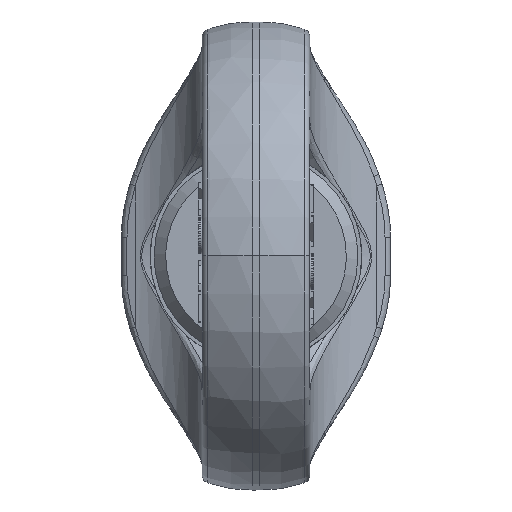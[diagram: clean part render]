
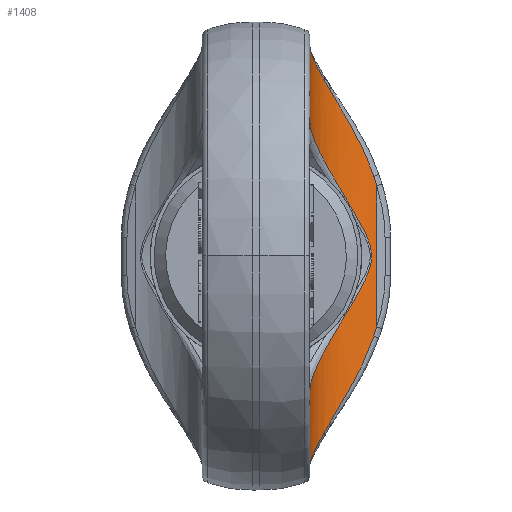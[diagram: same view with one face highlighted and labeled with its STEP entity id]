
A CAD part, top view. The second image highlights one B-rep face of the part: STEP entity #1408.
In plain terms, the highlighted cylindrical face has radius 12 mm (diameter 24 mm), a partial arc.
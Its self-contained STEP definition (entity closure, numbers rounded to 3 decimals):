
#480=CARTESIAN_POINT('Vertex',(7.,27.242,-8.457)) ;
#487=CARTESIAN_POINT('Vertex',(7.,-27.242,-8.457)) ;
#490=CARTESIAN_POINT('Line Origine',(7.,-22.408,-8.457)) ;
#494=CARTESIAN_POINT('Vertex',(7.,-17.574,-8.457)) ;
#515=CARTESIAN_POINT('Vertex',(7.,17.574,-8.457)) ;
#518=CARTESIAN_POINT('Line Origine',(7.,22.408,-8.457)) ;
#1295=CARTESIAN_POINT('Axis2P3D Location',(19.,0.026,-8.457)) ;
#1301=CARTESIAN_POINT('Control Point',(15.32,10.358,-19.879)) ;
#1302=CARTESIAN_POINT('Control Point',(15.449,9.963,-19.921)) ;
#1303=CARTESIAN_POINT('Control Point',(15.574,9.56,-19.959)) ;
#1304=CARTESIAN_POINT('Control Point',(15.692,9.15,-19.992)) ;
#1305=CARTESIAN_POINT('Vertex',(15.32,10.358,-19.879)) ;
#1307=CARTESIAN_POINT('Vertex',(15.692,9.15,-19.992)) ;
#1311=CARTESIAN_POINT('Control Point',(8.879,22.893,-14.904)) ;
#1312=CARTESIAN_POINT('Control Point',(10.037,20.758,-16.722)) ;
#1313=CARTESIAN_POINT('Control Point',(11.519,18.472,-18.15)) ;
#1314=CARTESIAN_POINT('Control Point',(13.077,15.971,-19.051)) ;
#1315=CARTESIAN_POINT('Control Point',(14.376,13.238,-19.575)) ;
#1316=CARTESIAN_POINT('Control Point',(15.32,10.358,-19.879)) ;
#1317=CARTESIAN_POINT('Vertex',(8.879,22.893,-14.904)) ;
#1321=CARTESIAN_POINT('Control Point',(7.,27.242,-8.457)) ;
#1322=CARTESIAN_POINT('Control Point',(7.,26.707,-10.05)) ;
#1323=CARTESIAN_POINT('Control Point',(7.267,25.935,-11.568)) ;
#1324=CARTESIAN_POINT('Control Point',(7.732,25.014,-12.86)) ;
#1325=CARTESIAN_POINT('Control Point',(8.282,23.994,-13.968)) ;
#1326=CARTESIAN_POINT('Control Point',(8.879,22.893,-14.904)) ;
#1329=CARTESIAN_POINT('Control Point',(7.,-17.574,-8.457)) ;
#1330=CARTESIAN_POINT('Control Point',(7.,-17.064,-9.435)) ;
#1331=CARTESIAN_POINT('Control Point',(7.1,-16.489,-10.381)) ;
#1332=CARTESIAN_POINT('Control Point',(7.286,-15.857,-11.279)) ;
#1333=CARTESIAN_POINT('Control Point',(7.778,-14.554,-12.898)) ;
#1334=CARTESIAN_POINT('Control Point',(8.483,-13.109,-14.307)) ;
#1335=CARTESIAN_POINT('Control Point',(8.86,-12.388,-14.934)) ;
#1336=CARTESIAN_POINT('Control Point',(9.773,-10.732,-16.225)) ;
#1337=CARTESIAN_POINT('Control Point',(10.811,-8.978,-17.284)) ;
#1338=CARTESIAN_POINT('Control Point',(11.409,-7.983,-17.8)) ;
#1339=CARTESIAN_POINT('Control Point',(12.415,-6.328,-18.534)) ;
#1340=CARTESIAN_POINT('Control Point',(13.414,-4.59,-19.091)) ;
#1341=CARTESIAN_POINT('Control Point',(13.791,-3.903,-19.28)) ;
#1342=CARTESIAN_POINT('Control Point',(14.384,-2.76,-19.542)) ;
#1343=CARTESIAN_POINT('Control Point',(14.824,-1.519,-19.709)) ;
#1344=CARTESIAN_POINT('Control Point',(14.962,-1.026,-19.758)) ;
#1345=CARTESIAN_POINT('Control Point',(15.101,0.,-19.807)) ;
#1346=CARTESIAN_POINT('Control Point',(14.962,1.027,-19.758)) ;
#1347=CARTESIAN_POINT('Control Point',(14.824,1.519,-19.709)) ;
#1348=CARTESIAN_POINT('Control Point',(14.546,2.304,-19.603)) ;
#1349=CARTESIAN_POINT('Control Point',(14.206,3.049,-19.46)) ;
#1350=CARTESIAN_POINT('Control Point',(14.065,3.34,-19.397)) ;
#1351=CARTESIAN_POINT('Control Point',(13.388,4.676,-19.084)) ;
#1352=CARTESIAN_POINT('Control Point',(12.64,5.933,-18.668)) ;
#1353=CARTESIAN_POINT('Control Point',(12.062,6.902,-18.287)) ;
#1354=CARTESIAN_POINT('Control Point',(10.849,8.911,-17.352)) ;
#1355=CARTESIAN_POINT('Control Point',(9.727,10.819,-16.15)) ;
#1356=CARTESIAN_POINT('Control Point',(9.171,11.801,-15.434)) ;
#1357=CARTESIAN_POINT('Control Point',(8.152,13.712,-13.822)) ;
#1358=CARTESIAN_POINT('Control Point',(7.423,15.424,-11.874)) ;
#1359=CARTESIAN_POINT('Control Point',(7.149,16.228,-10.804)) ;
#1360=CARTESIAN_POINT('Control Point',(7.,16.95,-9.654)) ;
#1361=CARTESIAN_POINT('Control Point',(7.,17.574,-8.457)) ;
#1364=CARTESIAN_POINT('Control Point',(8.879,-22.893,-14.904)) ;
#1365=CARTESIAN_POINT('Control Point',(8.283,-23.994,-13.968)) ;
#1366=CARTESIAN_POINT('Control Point',(7.732,-25.013,-12.861)) ;
#1367=CARTESIAN_POINT('Control Point',(7.267,-25.935,-11.568)) ;
#1368=CARTESIAN_POINT('Control Point',(7.,-26.707,-10.05)) ;
#1369=CARTESIAN_POINT('Control Point',(7.,-27.242,-8.457)) ;
#1370=CARTESIAN_POINT('Vertex',(8.879,-22.893,-14.904)) ;
#1374=CARTESIAN_POINT('Control Point',(15.32,-10.358,-19.879)) ;
#1375=CARTESIAN_POINT('Control Point',(14.376,-13.238,-19.575)) ;
#1376=CARTESIAN_POINT('Control Point',(13.077,-15.971,-19.05)) ;
#1377=CARTESIAN_POINT('Control Point',(11.52,-18.47,-18.15)) ;
#1378=CARTESIAN_POINT('Control Point',(10.037,-20.758,-16.722)) ;
#1379=CARTESIAN_POINT('Control Point',(8.879,-22.893,-14.904)) ;
#1380=CARTESIAN_POINT('Vertex',(15.32,-10.358,-19.879)) ;
#1384=CARTESIAN_POINT('Control Point',(15.692,-9.15,-19.992)) ;
#1385=CARTESIAN_POINT('Control Point',(15.574,-9.56,-19.959)) ;
#1386=CARTESIAN_POINT('Control Point',(15.449,-9.963,-19.921)) ;
#1387=CARTESIAN_POINT('Control Point',(15.32,-10.358,-19.879)) ;
#1388=CARTESIAN_POINT('Vertex',(15.692,-9.15,-19.992)) ;
#1391=CARTESIAN_POINT('Line Origine',(15.692,0.026,-19.992)) ;
#491=DIRECTION('Vector Direction',(0.,-1.,0.)) ;
#519=DIRECTION('Vector Direction',(0.,-1.,0.)) ;
#1296=DIRECTION('Axis2P3D Direction',(0.,-1.,-0.)) ;
#1297=DIRECTION('Axis2P3D XDirection',(-1.,0.,0.)) ;
#1392=DIRECTION('Vector Direction',(0.,-1.,0.)) ;
#1298=AXIS2_PLACEMENT_3D('Cylinder Axis2P3D',#1295,#1296,#1297) ;
#1397=ORIENTED_EDGE('',*,*,#1309,.F.) ;
#1398=ORIENTED_EDGE('',*,*,#1319,.F.) ;
#1399=ORIENTED_EDGE('',*,*,#1327,.F.) ;
#1400=ORIENTED_EDGE('',*,*,#522,.T.) ;
#1401=ORIENTED_EDGE('',*,*,#1362,.T.) ;
#1402=ORIENTED_EDGE('',*,*,#496,.T.) ;
#1403=ORIENTED_EDGE('',*,*,#1372,.F.) ;
#1404=ORIENTED_EDGE('',*,*,#1382,.F.) ;
#1405=ORIENTED_EDGE('',*,*,#1390,.F.) ;
#1406=ORIENTED_EDGE('',*,*,#1395,.F.) ;
#492=VECTOR('Line Direction',#491,1.) ;
#520=VECTOR('Line Direction',#519,1.) ;
#1393=VECTOR('Line Direction',#1392,1.) ;
#1408=ADVANCED_FACE('\X2\52A05DE55716\X0\(\X2\522A966493105EA6\X0\)',(#1407),#1299,.F.) ;
#1300=B_SPLINE_CURVE_WITH_KNOTS('',3,(#1301,#1302,#1303,#1304),.UNSPECIFIED.,.F.,.U.,(4,4),(59.02,60.98),.UNSPECIFIED.) ;
#1310=B_SPLINE_CURVE_WITH_KNOTS('',5,(#1311,#1312,#1313,#1314,#1315,#1316),.UNSPECIFIED.,.F.,.U.,(6,6),(18.425,40.495),.UNSPECIFIED.) ;
#1320=B_SPLINE_CURVE_WITH_KNOTS('',5,(#1321,#1322,#1323,#1324,#1325,#1326),.UNSPECIFIED.,.F.,.U.,(6,6),(12.97,22.399),.UNSPECIFIED.) ;
#1328=B_SPLINE_CURVE_WITH_KNOTS('',5,(#1329,#1330,#1331,#1332,#1333,#1334,#1335,#1336,#1337,#1338,#1339,#1340,#1341,#1342,#1343,#1344,#1345,#1346,#1347,#1348,#1349,#1350,#1351,#1352,#1353,#1354,#1355,#1356,#1357,#1358,#1359,#1360,#1361),.UNSPECIFIED.,.F.,.U.,(6,3,3,3,3,3,3,3,3,3,6),(25.99,33.65,40.706,49.393,54.865,58.236,61.607,63.826,71.95,81.105,90.482),.UNSPECIFIED.) ;
#1363=B_SPLINE_CURVE_WITH_KNOTS('',5,(#1364,#1365,#1366,#1367,#1368,#1369),.UNSPECIFIED.,.F.,.U.,(6,6),(65.251,74.68),.UNSPECIFIED.) ;
#1373=B_SPLINE_CURVE_WITH_KNOTS('',5,(#1374,#1375,#1376,#1377,#1378,#1379),.UNSPECIFIED.,.F.,.U.,(6,6),(57.339,79.409),.UNSPECIFIED.) ;
#1383=B_SPLINE_CURVE_WITH_KNOTS('',3,(#1384,#1385,#1386,#1387),.UNSPECIFIED.,.F.,.U.,(4,4),(50.531,52.491),.UNSPECIFIED.) ;
#1299=CYLINDRICAL_SURFACE('generated cylinder',#1298,12.) ;
#496=EDGE_CURVE('',#495,#488,#493,.T.) ;
#522=EDGE_CURVE('',#481,#516,#521,.T.) ;
#1309=EDGE_CURVE('',#1306,#1308,#1300,.T.) ;
#1319=EDGE_CURVE('',#1318,#1306,#1310,.T.) ;
#1327=EDGE_CURVE('',#481,#1318,#1320,.T.) ;
#1362=EDGE_CURVE('',#516,#495,#1328,.F.) ;
#1372=EDGE_CURVE('',#1371,#488,#1363,.T.) ;
#1382=EDGE_CURVE('',#1381,#1371,#1373,.T.) ;
#1390=EDGE_CURVE('',#1389,#1381,#1383,.T.) ;
#1395=EDGE_CURVE('',#1308,#1389,#1394,.T.) ;
#1396=EDGE_LOOP('',(#1397,#1398,#1399,#1400,#1401,#1402,#1403,#1404,#1405,#1406)) ;
#1407=FACE_OUTER_BOUND('',#1396,.T.) ;
#493=LINE('Line',#490,#492) ;
#521=LINE('Line',#518,#520) ;
#1394=LINE('Line',#1391,#1393) ;
#481=VERTEX_POINT('',#480) ;
#488=VERTEX_POINT('',#487) ;
#495=VERTEX_POINT('',#494) ;
#516=VERTEX_POINT('',#515) ;
#1306=VERTEX_POINT('',#1305) ;
#1308=VERTEX_POINT('',#1307) ;
#1318=VERTEX_POINT('',#1317) ;
#1371=VERTEX_POINT('',#1370) ;
#1381=VERTEX_POINT('',#1380) ;
#1389=VERTEX_POINT('',#1388) ;
